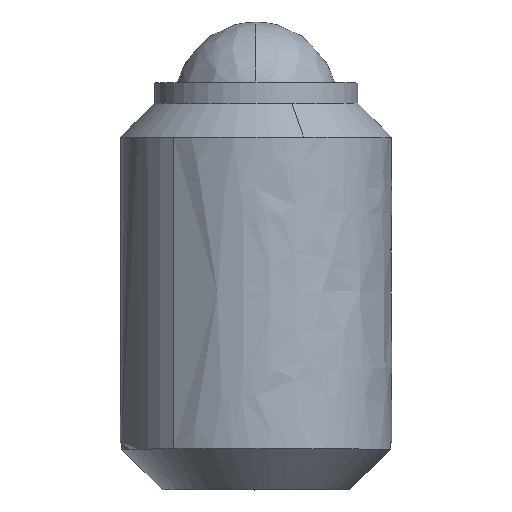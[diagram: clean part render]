
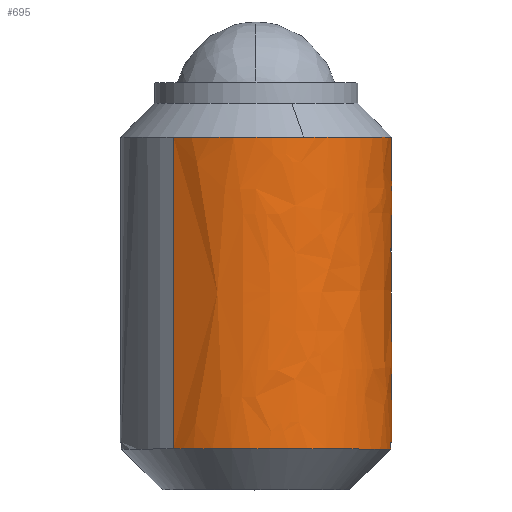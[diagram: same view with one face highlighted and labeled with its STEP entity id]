
A CAD part, top view. The second image highlights one B-rep face of the part: STEP entity #695.
In plain terms, the highlighted free-form (B-spline) face has degree [2, 1] with [9, 2] control points.
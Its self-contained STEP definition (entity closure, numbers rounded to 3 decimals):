
#287=CARTESIAN_POINT('',(-6.088,-8.5,7.934));
#288=VERTEX_POINT('',#287);
#302=CARTESIAN_POINT('',(0.0,-8.5,10.));
#303=VERTEX_POINT('',#302);
#304=CARTESIAN_POINT('',(0.0,-8.5,10.));
#305=CARTESIAN_POINT('',(-3.395,-8.5,10.));
#306=CARTESIAN_POINT('',(-6.088,-8.5,7.934));
#314=(BOUNDED_CURVE()B_SPLINE_CURVE(2,(#304,#305,#306),.UNSPECIFIED.,.F.,.U.)B_SPLINE_CURVE_WITH_KNOTS((3,3),(0.5,0.605),.UNSPECIFIED.)CURVE()GEOMETRIC_REPRESENTATION_ITEM()RATIONAL_B_SPLINE_CURVE((1.0,0.877,0.857))REPRESENTATION_ITEM(''));
#315=EDGE_CURVE('',#303,#288,#314,.T.);
#317=CARTESIAN_POINT('',(3.516,-8.5,9.361));
#318=VERTEX_POINT('',#317);
#319=CARTESIAN_POINT('',(3.516,-8.5,9.361));
#320=CARTESIAN_POINT('',(1.816,-8.5,10.));
#321=CARTESIAN_POINT('',(0.0,-8.5,10.));
#329=(BOUNDED_CURVE()B_SPLINE_CURVE(2,(#319,#320,#321),.UNSPECIFIED.,.F.,.U.)B_SPLINE_CURVE_WITH_KNOTS((3,3),(0.44,0.5),.UNSPECIFIED.)CURVE()GEOMETRIC_REPRESENTATION_ITEM()RATIONAL_B_SPLINE_CURVE((0.893,0.93,1.0))REPRESENTATION_ITEM(''));
#330=EDGE_CURVE('',#318,#303,#329,.T.);
#380=CARTESIAN_POINT('',(0.0,-8.5,-10.0));
#381=VERTEX_POINT('',#380);
#382=CARTESIAN_POINT('',(0.0,-8.5,-10.0));
#383=CARTESIAN_POINT('',(10.,-8.5,-10.));
#384=CARTESIAN_POINT('',(10.0,-8.5,0.));
#385=CARTESIAN_POINT('',(10.0,-8.5,6.926));
#386=CARTESIAN_POINT('',(3.516,-8.5,9.361));
#394=(BOUNDED_CURVE()B_SPLINE_CURVE(2,(#382,#383,#384,#385,#386),.UNSPECIFIED.,.F.,.U.)B_SPLINE_CURVE_WITH_KNOTS((3,2,3),(0.0,0.25,0.44),.UNSPECIFIED.)CURVE()GEOMETRIC_REPRESENTATION_ITEM()RATIONAL_B_SPLINE_CURVE((1.0,0.707,1.0,0.777,0.893))REPRESENTATION_ITEM(''));
#395=EDGE_CURVE('',#381,#318,#394,.T.);
#397=CARTESIAN_POINT('',(-9.138,-8.5,-4.061));
#398=VERTEX_POINT('',#397);
#399=CARTESIAN_POINT('',(-9.138,-8.5,-4.061));
#400=CARTESIAN_POINT('',(-6.499,-8.5,-10.));
#401=CARTESIAN_POINT('',(0.0,-8.5,-10.0));
#409=(BOUNDED_CURVE()B_SPLINE_CURVE(2,(#399,#400,#401),.UNSPECIFIED.,.F.,.U.)B_SPLINE_CURVE_WITH_KNOTS((3,3),(0.819,1.0),.UNSPECIFIED.)CURVE()GEOMETRIC_REPRESENTATION_ITEM()RATIONAL_B_SPLINE_CURVE((0.883,0.788,1.0))REPRESENTATION_ITEM(''));
#410=EDGE_CURVE('',#398,#381,#409,.T.);
#588=CARTESIAN_POINT('',(-9.138,-7.925,-4.061));
#589=CARTESIAN_POINT('',(-8.656,-7.925,-5.146));
#590=CARTESIAN_POINT('',(-7.934,-7.925,-6.088));
#591=CARTESIAN_POINT('',(-1.846,-7.925,-14.021));
#592=CARTESIAN_POINT('',(6.088,-7.925,-7.934));
#593=CARTESIAN_POINT('',(14.021,-7.925,-1.846));
#594=CARTESIAN_POINT('',(7.934,-7.925,6.088));
#595=CARTESIAN_POINT('',(1.846,-7.925,14.021));
#596=CARTESIAN_POINT('',(-6.088,-7.925,7.934));
#597=CARTESIAN_POINT('',(-9.138,-32.089,-4.061));
#598=CARTESIAN_POINT('',(-8.656,-32.089,-5.146));
#599=CARTESIAN_POINT('',(-7.934,-32.089,-6.088));
#600=CARTESIAN_POINT('',(-1.846,-32.089,-14.021));
#601=CARTESIAN_POINT('',(6.088,-32.089,-7.934));
#602=CARTESIAN_POINT('',(14.021,-32.089,-1.846));
#603=CARTESIAN_POINT('',(7.934,-32.089,6.088));
#604=CARTESIAN_POINT('',(1.846,-32.089,14.021));
#605=CARTESIAN_POINT('',(-6.088,-32.089,7.934));
#613=(BOUNDED_SURFACE()B_SPLINE_SURFACE(2,1,((#588,#597),(#589,#598),(#590,#599),(#591,#600),(#592,#601),(#593,#602),(#594,#603),(#595,#604),(#596,#605)),.UNSPECIFIED.,.F.,.F.,.U.)B_SPLINE_SURFACE_WITH_KNOTS((3,2,2,2,3),(2,2),(0.0,2.651,19.22,35.788,52.357),(0.0,24.164),.UNSPECIFIED.)GEOMETRIC_REPRESENTATION_ITEM()RATIONAL_B_SPLINE_SURFACE(((0.921,0.921),(0.953,0.953),(1.0,1.0),(0.707,0.707),(1.0,1.0),(0.707,0.707),(1.0,1.0),(0.707,0.707),(1.0,1.0)))REPRESENTATION_ITEM('')SURFACE());
#614=ORIENTED_EDGE('',*,*,#410,.T.);
#615=ORIENTED_EDGE('',*,*,#395,.T.);
#616=ORIENTED_EDGE('',*,*,#330,.T.);
#617=ORIENTED_EDGE('',*,*,#315,.T.);
#618=CARTESIAN_POINT('',(-6.088,-31.5,7.934));
#619=VERTEX_POINT('',#618);
#620=CARTESIAN_POINT('',(-6.088,-8.5,7.934));
#621=CARTESIAN_POINT('',(-6.088,-31.5,7.934));
#622=QUASI_UNIFORM_CURVE('',1,(#620,#621),.UNSPECIFIED.,.F.,.U.);
#623=EDGE_CURVE('',#288,#619,#622,.T.);
#624=ORIENTED_EDGE('',*,*,#623,.T.);
#625=CARTESIAN_POINT('',(9.922,-31.5,1.25));
#626=VERTEX_POINT('',#625);
#627=CARTESIAN_POINT('',(9.922,-31.5,1.25));
#628=CARTESIAN_POINT('',(8.819,-31.5,10.));
#629=CARTESIAN_POINT('',(0.,-31.5,10.));
#630=CARTESIAN_POINT('',(-3.395,-31.5,10.));
#631=CARTESIAN_POINT('',(-6.088,-31.5,7.934));
#639=(BOUNDED_CURVE()B_SPLINE_CURVE(2,(#627,#628,#629,#630,#631),.UNSPECIFIED.,.F.,.U.)B_SPLINE_CURVE_WITH_KNOTS((3,2,3),(0.0,0.5,0.727),.UNSPECIFIED.)CURVE()GEOMETRIC_REPRESENTATION_ITEM()RATIONAL_B_SPLINE_CURVE((1.0,0.75,1.0,0.886,0.876))REPRESENTATION_ITEM(''));
#640=EDGE_CURVE('',#626,#619,#639,.T.);
#641=ORIENTED_EDGE('',*,*,#640,.F.);
#642=CARTESIAN_POINT('',(9.922,-31.0,1.25));
#643=VERTEX_POINT('',#642);
#644=CARTESIAN_POINT('',(9.922,-31.0,1.25));
#645=CARTESIAN_POINT('',(9.922,-31.5,1.25));
#646=QUASI_UNIFORM_CURVE('',1,(#644,#645),.UNSPECIFIED.,.F.,.U.);
#647=EDGE_CURVE('',#643,#626,#646,.T.);
#648=ORIENTED_EDGE('',*,*,#647,.F.);
#649=CARTESIAN_POINT('',(9.922,-31.0,-1.25));
#650=VERTEX_POINT('',#649);
#651=CARTESIAN_POINT('',(9.922,-31.0,-1.25));
#652=CARTESIAN_POINT('',(10.079,-31.0,0.));
#653=CARTESIAN_POINT('',(9.922,-31.0,1.25));
#661=(BOUNDED_CURVE()B_SPLINE_CURVE(2,(#651,#652,#653),.UNSPECIFIED.,.F.,.U.)CURVE()GEOMETRIC_REPRESENTATION_ITEM()QUASI_UNIFORM_CURVE()RATIONAL_B_SPLINE_CURVE((1.0,0.992,1.0))REPRESENTATION_ITEM(''));
#662=EDGE_CURVE('',#650,#643,#661,.T.);
#663=ORIENTED_EDGE('',*,*,#662,.F.);
#664=CARTESIAN_POINT('',(9.922,-31.5,-1.25));
#665=VERTEX_POINT('',#664);
#666=CARTESIAN_POINT('',(9.922,-31.0,-1.25));
#667=CARTESIAN_POINT('',(9.922,-31.5,-1.25));
#668=QUASI_UNIFORM_CURVE('',1,(#666,#667),.UNSPECIFIED.,.F.,.U.);
#669=EDGE_CURVE('',#650,#665,#668,.T.);
#670=ORIENTED_EDGE('',*,*,#669,.T.);
#671=CARTESIAN_POINT('',(-9.138,-31.5,-4.061));
#672=VERTEX_POINT('',#671);
#673=CARTESIAN_POINT('',(-9.138,-31.5,-4.061));
#674=CARTESIAN_POINT('',(-6.499,-31.5,-10.));
#675=CARTESIAN_POINT('',(0.0,-31.5,-10.0));
#676=CARTESIAN_POINT('',(8.819,-31.5,-10.));
#677=CARTESIAN_POINT('',(9.922,-31.5,-1.25));
#685=(BOUNDED_CURVE()B_SPLINE_CURVE(2,(#673,#674,#675,#676,#677),.UNSPECIFIED.,.F.,.U.)B_SPLINE_CURVE_WITH_KNOTS((3,2,3),(0.106,0.5,1.0),.UNSPECIFIED.)CURVE()GEOMETRIC_REPRESENTATION_ITEM()RATIONAL_B_SPLINE_CURVE((0.917,0.803,1.0,0.75,1.0))REPRESENTATION_ITEM(''));
#686=EDGE_CURVE('',#672,#665,#685,.T.);
#687=ORIENTED_EDGE('',*,*,#686,.F.);
#688=CARTESIAN_POINT('',(-9.138,-8.5,-4.061));
#689=CARTESIAN_POINT('',(-9.138,-31.5,-4.061));
#690=QUASI_UNIFORM_CURVE('',1,(#688,#689),.UNSPECIFIED.,.F.,.U.);
#691=EDGE_CURVE('',#398,#672,#690,.T.);
#692=ORIENTED_EDGE('',*,*,#691,.F.);
#693=EDGE_LOOP('',(#614,#615,#616,#617,#624,#641,#648,#663,#670,#687,#692));
#694=FACE_OUTER_BOUND('',#693,.T.);
#695=ADVANCED_FACE('',(#694),#613,.T.);
